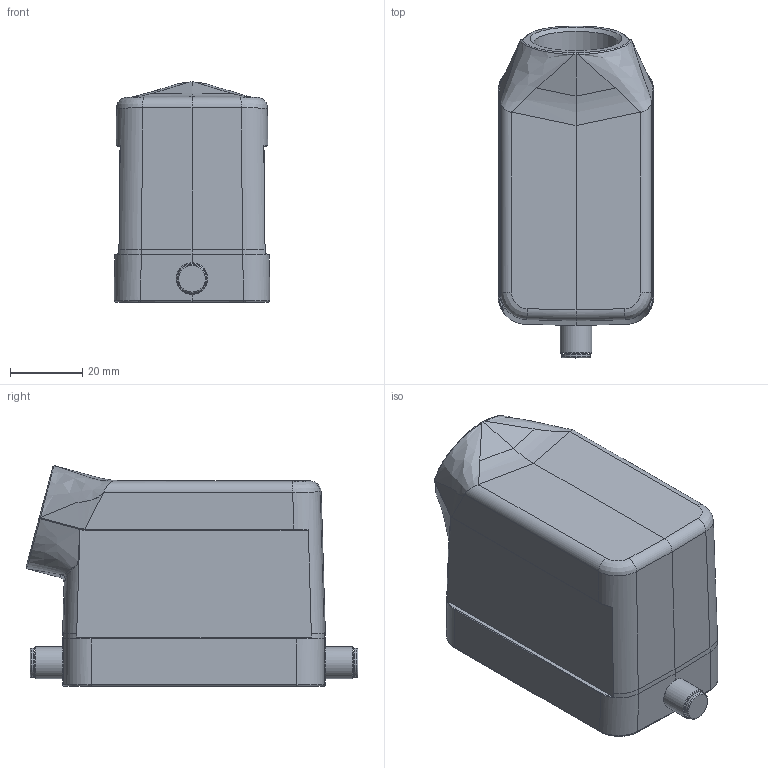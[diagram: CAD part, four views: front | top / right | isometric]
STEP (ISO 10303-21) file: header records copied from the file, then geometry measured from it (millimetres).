
FILE_DESCRIPTION(/* description */ (''),/* implementation_level */ '2;1');
FILE_NAME(/* name */ 'H10B-SE-2B-XXX.stp',/* time_stamp */ '2022-09-04T08:48:13+08:00',/* author */ (''),/* organization */ (''),/* preprocessor_version */ 'ST-DEVELOPER v16',/* originating_system */ 'SIEMENS PLM Software NX 10.0',/* authorisation */ '');
FILE_SCHEMA (('AUTOMOTIVE_DESIGN { 1 0 10303 214 3 1 1 1 }'));
Length unit declared in the file: millimetre
Products named in the file (1): Admi14A87516cp1i
Bounding box: 43.16 x 91.98 x 61.06 mm (x, y, z)
Volume: 51532 mm3; surface area: 31289.1 mm2
Topology: 1 solids, 1 shells, 258 faces, 635 edges, 376 vertices
Faces by surface type: cylinder 101, plane 74, bspline 70, torus 8, cone 5
Full cylindrical faces by diameter (mm): 3 x2, 3.5 x4, 8 x2, 8.8 x2, 21 x1, 23.5 x1
Entity records: 10212 total; most frequent: CARTESIAN_POINT 4813, ORIENTED_EDGE 1190, DIRECTION 998, EDGE_CURVE 595, AXIS2_PLACEMENT_3D 398, VERTEX_POINT 370, EDGE_LOOP 291, ADVANCED_FACE 258
